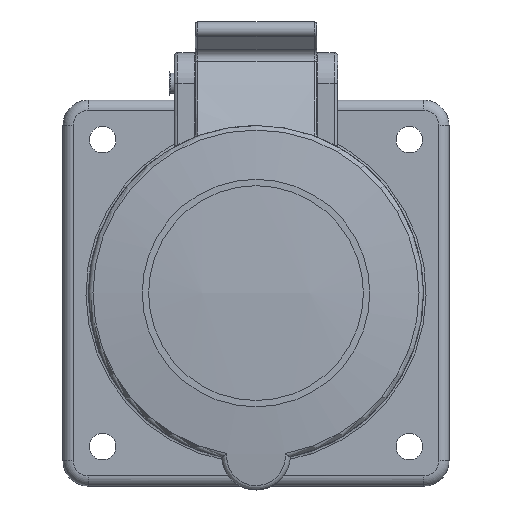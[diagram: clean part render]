
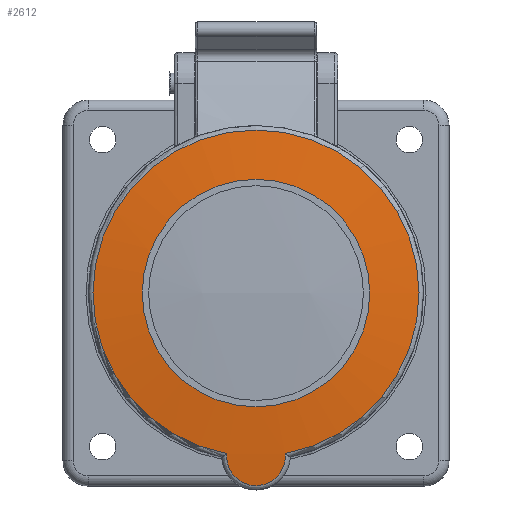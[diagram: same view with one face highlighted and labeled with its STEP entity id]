
A CAD part, front view. The second image highlights one B-rep face of the part: STEP entity #2612.
In plain terms, the highlighted spherical face has radius 244.999 mm.
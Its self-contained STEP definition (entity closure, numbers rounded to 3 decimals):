
#336=FACE_BOUND('',#7345,.T.);
#337=FACE_BOUND('',#7346,.T.);
#2080=SPHERICAL_SURFACE('',#34899,244.999);
#2612=ADVANCED_FACE('',(#336,#337),#2080,.T.);
#7345=EDGE_LOOP('',(#17326,#17327));
#7346=EDGE_LOOP('',(#17328));
#13927=CIRCLE('',#34897,31.88);
#13928=CIRCLE('',#34898,22.25);
#17326=ORIENTED_EDGE('',*,*,#29301,.F.);
#17327=ORIENTED_EDGE('',*,*,#29302,.T.);
#17328=ORIENTED_EDGE('',*,*,#29303,.T.);
#25817=VERTEX_POINT('',#56809);
#25818=VERTEX_POINT('',#56810);
#25819=VERTEX_POINT('',#56822);
#29301=EDGE_CURVE('',#25817,#25818,#13927,.T.);
#29302=EDGE_CURVE('',#25817,#25818,#33383,.T.);
#29303=EDGE_CURVE('',#25819,#25819,#13928,.T.);
#33383=B_SPLINE_CURVE_WITH_KNOTS('',3,(#56811,#56812,#56813,#56814,#56815,
#56816,#56817,#56818,#56819,#56820),.UNSPECIFIED.,.F.,.F.,(4,2,2,2,4),(0.,
0.25,0.5,0.75,1.),.UNSPECIFIED.);
#34897=AXIS2_PLACEMENT_3D('',#56808,#39968,#39969);
#34898=AXIS2_PLACEMENT_3D('',#56821,#39970,#39971);
#34899=AXIS2_PLACEMENT_3D('',#56823,#39972,#39973);
#39968=DIRECTION('',(0.,1.,0.));
#39969=DIRECTION('',(0.,0.,1.));
#39970=DIRECTION('',(0.,1.,0.));
#39971=DIRECTION('',(0.,0.,-1.));
#39972=DIRECTION('',(0.,0.,-1.));
#39973=DIRECTION('',(1.,0.,0.));
#56808=CARTESIAN_POINT('',(0.,-113.617,0.));
#56809=CARTESIAN_POINT('',(-5.696,-113.617,-31.37));
#56810=CARTESIAN_POINT('',(5.696,-113.617,-31.37));
#56811=CARTESIAN_POINT('',(-5.696,-113.617,-31.37));
#56812=CARTESIAN_POINT('',(-5.852,-113.408,-32.958));
#56813=CARTESIAN_POINT('',(-5.311,-113.193,-34.588));
#56814=CARTESIAN_POINT('',(-3.187,-112.883,-36.942));
#56815=CARTESIAN_POINT('',(-1.611,-112.789,-37.655));
#56816=CARTESIAN_POINT('',(1.617,-112.789,-37.653));
#56817=CARTESIAN_POINT('',(3.191,-112.884,-36.939));
#56818=CARTESIAN_POINT('',(5.311,-113.194,-34.586));
#56819=CARTESIAN_POINT('',(5.852,-113.408,-32.958));
#56820=CARTESIAN_POINT('',(5.696,-113.617,-31.37));
#56821=CARTESIAN_POINT('',(0.,-114.688,0.));
#56822=CARTESIAN_POINT('',(0.,-114.688,-22.25));
#56823=CARTESIAN_POINT('',(0.,129.299,0.));
